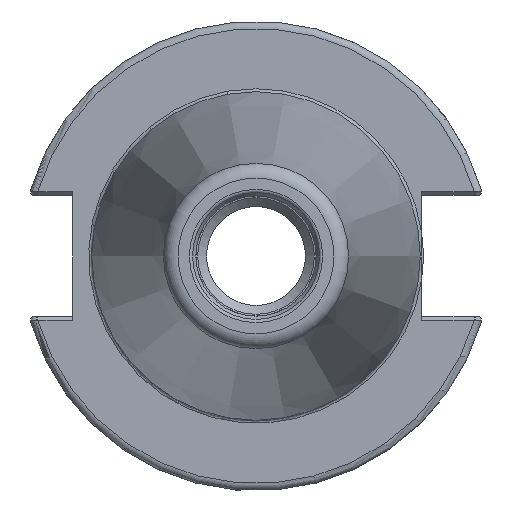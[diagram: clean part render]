
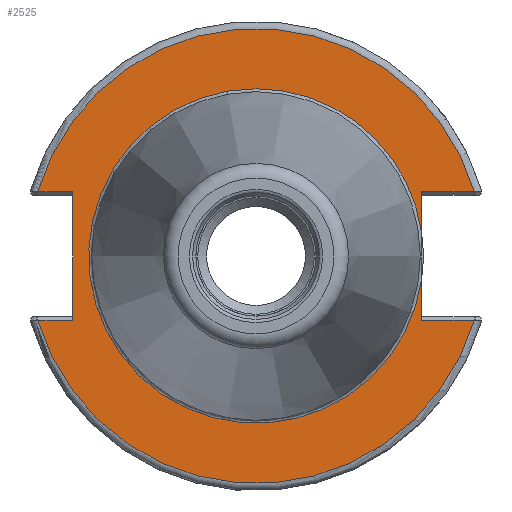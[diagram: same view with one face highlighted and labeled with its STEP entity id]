
A CAD part, left-side view. The second image highlights one B-rep face of the part: STEP entity #2525.
In plain terms, the highlighted planar face has unit normal (-1, 0, 0).
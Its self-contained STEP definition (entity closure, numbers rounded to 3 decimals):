
#178=LINE('',#3810,#330);
#185=LINE('',#3932,#337);
#186=LINE('',#3936,#338);
#187=LINE('',#3938,#339);
#188=LINE('',#3940,#340);
#189=LINE('',#3944,#341);
#190=LINE('',#3946,#342);
#330=VECTOR('',#3105,10.);
#337=VECTOR('',#3116,10.);
#338=VECTOR('',#3119,10.);
#339=VECTOR('',#3120,10.);
#340=VECTOR('',#3121,10.);
#341=VECTOR('',#3124,10.);
#342=VECTOR('',#3125,10.);
#526=FACE_OUTER_BOUND('',#671,.T.);
#671=EDGE_LOOP('',(#1771,#1772,#1773,#1774,#1775,#1776,#1777,#1778,#1779,
#1780,#1781));
#846=CIRCLE('',#2735,30.775);
#847=CIRCLE('',#2736,30.775);
#848=CIRCLE('',#2737,22.625);
#849=CIRCLE('',#2738,22.625);
#1006=VERTEX_POINT('',#3807);
#1007=VERTEX_POINT('',#3809);
#1015=VERTEX_POINT('',#3931);
#1016=VERTEX_POINT('',#3933);
#1017=VERTEX_POINT('',#3935);
#1018=VERTEX_POINT('',#3937);
#1019=VERTEX_POINT('',#3939);
#1020=VERTEX_POINT('',#3941);
#1021=VERTEX_POINT('',#3943);
#1022=VERTEX_POINT('',#3945);
#1023=VERTEX_POINT('',#3947);
#1297=EDGE_CURVE('',#1006,#1007,#178,.T.);
#1309=EDGE_CURVE('',#1015,#1007,#185,.T.);
#1310=EDGE_CURVE('',#1016,#1006,#846,.T.);
#1311=EDGE_CURVE('',#1017,#1016,#186,.T.);
#1312=EDGE_CURVE('',#1017,#1018,#187,.T.);
#1313=EDGE_CURVE('',#1019,#1018,#188,.T.);
#1314=EDGE_CURVE('',#1020,#1019,#847,.T.);
#1315=EDGE_CURVE('',#1021,#1020,#189,.T.);
#1316=EDGE_CURVE('',#1021,#1022,#190,.T.);
#1317=EDGE_CURVE('',#1022,#1023,#848,.T.);
#1318=EDGE_CURVE('',#1023,#1015,#849,.T.);
#1771=ORIENTED_EDGE('',*,*,#1309,.T.);
#1772=ORIENTED_EDGE('',*,*,#1297,.F.);
#1773=ORIENTED_EDGE('',*,*,#1310,.F.);
#1774=ORIENTED_EDGE('',*,*,#1311,.F.);
#1775=ORIENTED_EDGE('',*,*,#1312,.T.);
#1776=ORIENTED_EDGE('',*,*,#1313,.F.);
#1777=ORIENTED_EDGE('',*,*,#1314,.F.);
#1778=ORIENTED_EDGE('',*,*,#1315,.F.);
#1779=ORIENTED_EDGE('',*,*,#1316,.T.);
#1780=ORIENTED_EDGE('',*,*,#1317,.T.);
#1781=ORIENTED_EDGE('',*,*,#1318,.T.);
#2448=PLANE('',#2734);
#2525=ADVANCED_FACE('',(#526),#2448,.T.);
#2734=AXIS2_PLACEMENT_3D('',#3930,#3114,#3115);
#2735=AXIS2_PLACEMENT_3D('',#3934,#3117,#3118);
#2736=AXIS2_PLACEMENT_3D('',#3942,#3122,#3123);
#2737=AXIS2_PLACEMENT_3D('',#3948,#3126,#3127);
#2738=AXIS2_PLACEMENT_3D('',#3949,#3128,#3129);
#3105=DIRECTION('',(0.,1.,0.));
#3114=DIRECTION('center_axis',(-1.,0.,0.));
#3115=DIRECTION('ref_axis',(0.,0.,1.));
#3116=DIRECTION('',(0.,0.,1.));
#3117=DIRECTION('center_axis',(1.,0.,0.));
#3118=DIRECTION('ref_axis',(0.,0.,-1.));
#3119=DIRECTION('',(0.,1.,0.));
#3120=DIRECTION('',(0.,0.,-1.));
#3121=DIRECTION('',(0.,-1.,0.));
#3122=DIRECTION('center_axis',(1.,0.,0.));
#3123=DIRECTION('ref_axis',(0.,0.,-1.));
#3124=DIRECTION('',(0.,-1.,0.));
#3125=DIRECTION('',(0.,0.,1.));
#3126=DIRECTION('center_axis',(1.,0.,0.));
#3127=DIRECTION('ref_axis',(0.,0.,-1.));
#3128=DIRECTION('center_axis',(1.,0.,0.));
#3129=DIRECTION('ref_axis',(0.,0.,-1.));
#3807=CARTESIAN_POINT('',(1.,-29.523,8.69));
#3809=CARTESIAN_POINT('',(1.,-22.41,8.69));
#3810=CARTESIAN_POINT('',(1.,4.182,8.69));
#3930=CARTESIAN_POINT('Origin',(1.,30.775,0.));
#3931=CARTESIAN_POINT('',(1.,-22.41,3.112));
#3932=CARTESIAN_POINT('',(1.,-22.41,-4.095));
#3933=CARTESIAN_POINT('',(1.,29.523,8.69));
#3934=CARTESIAN_POINT('Origin',(1.,0.,0.));
#3935=CARTESIAN_POINT('',(1.,24.8,8.69));
#3936=CARTESIAN_POINT('',(1.,38.399,8.69));
#3937=CARTESIAN_POINT('',(1.,24.8,-8.69));
#3938=CARTESIAN_POINT('',(1.,24.8,4.095));
#3939=CARTESIAN_POINT('',(1.,29.523,-8.69));
#3940=CARTESIAN_POINT('',(1.,27.788,-8.69));
#3941=CARTESIAN_POINT('',(1.,-29.523,-8.69));
#3942=CARTESIAN_POINT('Origin',(1.,0.,0.));
#3943=CARTESIAN_POINT('',(1.,-22.41,-8.69));
#3944=CARTESIAN_POINT('',(1.,-6.591,-8.69));
#3945=CARTESIAN_POINT('',(1.,-22.41,-3.112));
#3946=CARTESIAN_POINT('',(1.,-22.41,-4.095));
#3947=CARTESIAN_POINT('',(1.,0.,22.625));
#3948=CARTESIAN_POINT('Origin',(1.,0.,0.));
#3949=CARTESIAN_POINT('Origin',(1.,0.,0.));
